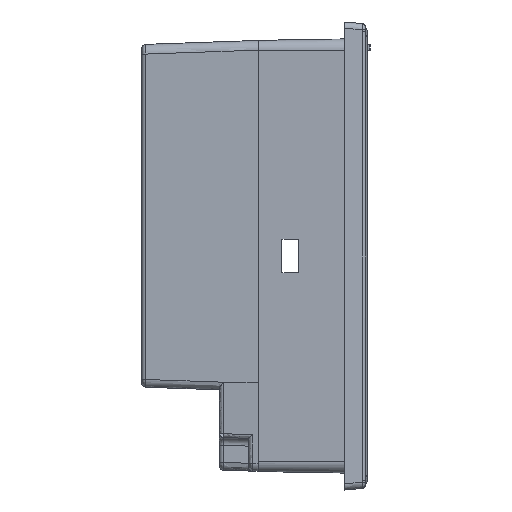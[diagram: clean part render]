
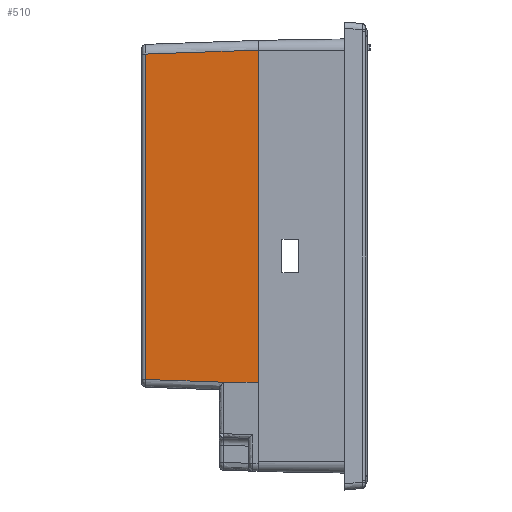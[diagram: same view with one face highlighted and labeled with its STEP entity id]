
A CAD part, left-side view. The second image highlights one B-rep face of the part: STEP entity #510.
In plain terms, the highlighted planar face has unit normal (-0.999, 0.035, 0).
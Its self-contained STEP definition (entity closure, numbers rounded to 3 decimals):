
#510=ADVANCED_FACE('',(#1867),#23530,.T.);
#1867=FACE_OUTER_BOUND('',#3328,.T.);
#3328=EDGE_LOOP('',(#6126,#6127,#6128,#6129,#6130,#6131,#6132));
#6126=ORIENTED_EDGE('',*,*,#13501,.F.);
#6127=ORIENTED_EDGE('',*,*,#12661,.F.);
#6128=ORIENTED_EDGE('',*,*,#13502,.T.);
#6129=ORIENTED_EDGE('',*,*,#13503,.T.);
#6130=ORIENTED_EDGE('',*,*,#13504,.T.);
#6131=ORIENTED_EDGE('',*,*,#12504,.F.);
#6132=ORIENTED_EDGE('',*,*,#13505,.T.);
#12504=EDGE_CURVE('',#20434,#20435,#17024,.T.);
#12661=EDGE_CURVE('',#20597,#20598,#17175,.T.);
#13501=EDGE_CURVE('',#20598,#21297,#17981,.T.);
#13502=EDGE_CURVE('',#20597,#21298,#17982,.T.);
#13503=EDGE_CURVE('',#21298,#21299,#17983,.T.);
#13504=EDGE_CURVE('',#21299,#20435,#17984,.T.);
#13505=EDGE_CURVE('',#20434,#21297,#17985,.T.);
#17024=B_SPLINE_CURVE_WITH_KNOTS('',1,(#34560,#34561),.UNSPECIFIED.,.F.,
 .F.,(2,2),(-85.49,0.),.UNSPECIFIED.);
#17175=B_SPLINE_CURVE_WITH_KNOTS('',1,(#34904,#34905),.UNSPECIFIED.,.F.,
 .F.,(2,2),(0.,0.05),.UNSPECIFIED.);
#17981=B_SPLINE_CURVE_WITH_KNOTS('',1,(#36725,#36726),.UNSPECIFIED.,.F.,
 .F.,(2,2),(-83.727,0.),.UNSPECIFIED.);
#17982=B_SPLINE_CURVE_WITH_KNOTS('',1,(#36727,#36728),.UNSPECIFIED.,.F.,
 .F.,(2,2),(0.,19.058),.UNSPECIFIED.);
#17983=B_SPLINE_CURVE_WITH_KNOTS('',3,(#36729,#36730,#36731,#36732),
 .UNSPECIFIED.,.F.,.F.,(4,4),(0.,1.),.UNSPECIFIED.);
#17984=B_SPLINE_CURVE_WITH_KNOTS('',1,(#36733,#36734),.UNSPECIFIED.,.F.,
 .F.,(2,2),(-10.006,0.),.UNSPECIFIED.);
#17985=B_SPLINE_CURVE_WITH_KNOTS('',1,(#36735,#36736),.UNSPECIFIED.,.F.,
 .F.,(2,2),(-29.07,0.),.UNSPECIFIED.);
#20434=VERTEX_POINT('',#32531);
#20435=VERTEX_POINT('',#32532);
#20597=VERTEX_POINT('',#32694);
#20598=VERTEX_POINT('',#32695);
#21297=VERTEX_POINT('',#33394);
#21298=VERTEX_POINT('',#33395);
#21299=VERTEX_POINT('',#33396);
#23530=PLANE('',#24618);
#24618=AXIS2_PLACEMENT_3D('',#27419,#25672,$);
#25672=DIRECTION('',(-0.999,0.035,0.));
#27419=CARTESIAN_POINT('',(-47.888,31.692,90.316));
#32531=CARTESIAN_POINT('',(-49.03,-0.99,81.047));
#32532=CARTESIAN_POINT('',(-49.03,-0.99,-4.443));
#32694=CARTESIAN_POINT('',(-48.016,28.044,-3.744));
#32695=CARTESIAN_POINT('',(-48.016,28.044,-3.695));
#33394=CARTESIAN_POINT('',(-48.016,28.044,80.033));
#33395=CARTESIAN_POINT('',(-48.681,9.009,-4.409));
#33396=CARTESIAN_POINT('',(-48.68,9.009,-4.438));
#34560=CARTESIAN_POINT('',(-49.03,-0.99,81.047));
#34561=CARTESIAN_POINT('',(-49.03,-0.99,-4.443));
#34904=CARTESIAN_POINT('',(-48.016,28.044,-3.744));
#34905=CARTESIAN_POINT('',(-48.016,28.044,-3.695));
#36725=CARTESIAN_POINT('',(-48.016,28.044,-3.695));
#36726=CARTESIAN_POINT('',(-48.016,28.044,80.033));
#36727=CARTESIAN_POINT('',(-48.016,28.044,-3.744));
#36728=CARTESIAN_POINT('',(-48.681,9.009,-4.409));
#36729=CARTESIAN_POINT('',(-48.681,9.009,-4.409));
#36730=CARTESIAN_POINT('',(-48.681,9.009,-4.419));
#36731=CARTESIAN_POINT('',(-48.68,9.009,-4.428));
#36732=CARTESIAN_POINT('',(-48.68,9.009,-4.438));
#36733=CARTESIAN_POINT('',(-48.68,9.009,-4.438));
#36734=CARTESIAN_POINT('',(-49.03,-0.99,-4.443));
#36735=CARTESIAN_POINT('',(-49.03,-0.99,81.047));
#36736=CARTESIAN_POINT('',(-48.016,28.044,80.033));
